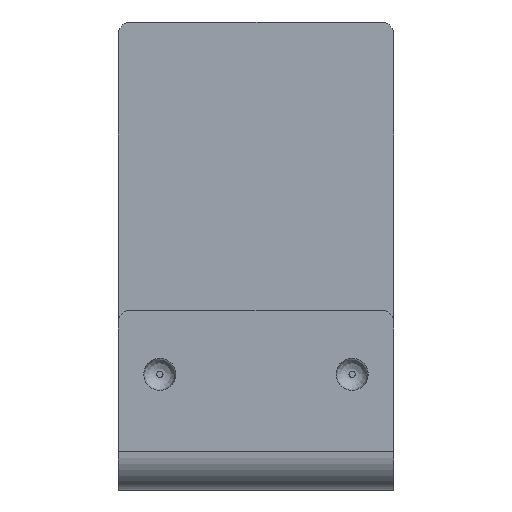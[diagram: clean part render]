
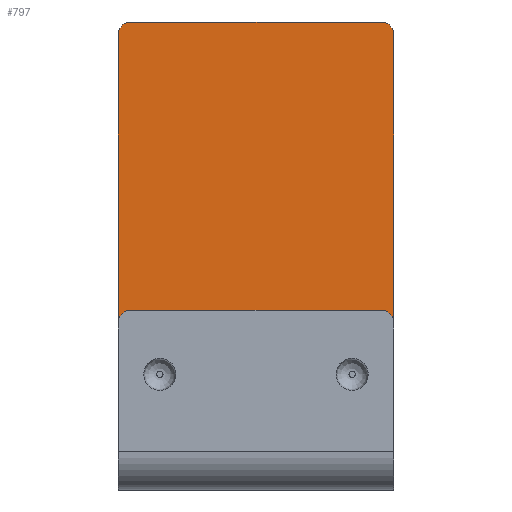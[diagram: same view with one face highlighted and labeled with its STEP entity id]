
A CAD part, top view. The second image highlights one B-rep face of the part: STEP entity #797.
In plain terms, the highlighted planar face has unit normal (0, 0, 1).
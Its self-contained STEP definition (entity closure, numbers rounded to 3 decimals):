
#700=CARTESIAN_POINT('',(-14.783,71.0,-12.0));
#701=VERTEX_POINT('',#700);
#708=CARTESIAN_POINT('',(-12.783,73.0,-12.));
#709=VERTEX_POINT('',#708);
#710=CARTESIAN_POINT('',(-12.783,71.0,-12.));
#711=DIRECTION('',(0.0,0.0,-1.0));
#712=DIRECTION('',(-0.707,0.707,0.0));
#713=AXIS2_PLACEMENT_3D('',#710,#711,#712);
#714=CIRCLE('',#713,2.0);
#715=EDGE_CURVE('',#701,#709,#714,.T.);
#732=CARTESIAN_POINT('',(26.217,73.0,-12.));
#733=VERTEX_POINT('',#732);
#734=CARTESIAN_POINT('',(26.217,73.0,-12.));
#735=DIRECTION('',(-1.0,0.0,0.0));
#736=VECTOR('',#735,39.0);
#737=LINE('',#734,#736);
#738=EDGE_CURVE('',#733,#709,#737,.T.);
#757=CARTESIAN_POINT('',(6.717,36.107,-12.));
#758=DIRECTION('',(0.0,0.0,1.0));
#759=DIRECTION('',(0.0,-1.0,0.0));
#760=AXIS2_PLACEMENT_3D('',#757,#758,#759);
#761=PLANE('',#760);
#762=ORIENTED_EDGE('',*,*,#715,.F.);
#763=CARTESIAN_POINT('',(-14.783,6.,-12.0));
#764=VERTEX_POINT('',#763);
#765=CARTESIAN_POINT('',(-14.783,71.0,-12.0));
#766=DIRECTION('',(0.0,-1.0,0.0));
#767=VECTOR('',#766,65.0);
#768=LINE('',#765,#767);
#769=EDGE_CURVE('',#701,#764,#768,.T.);
#770=ORIENTED_EDGE('',*,*,#769,.T.);
#771=CARTESIAN_POINT('',(28.217,6.,-12.));
#772=VERTEX_POINT('',#771);
#773=CARTESIAN_POINT('',(-14.783,6.,-12.0));
#774=DIRECTION('',(1.0,0.0,0.0));
#775=VECTOR('',#774,43.);
#776=LINE('',#773,#775);
#777=EDGE_CURVE('',#764,#772,#776,.T.);
#778=ORIENTED_EDGE('',*,*,#777,.T.);
#779=CARTESIAN_POINT('',(28.217,71.0,-12.));
#780=VERTEX_POINT('',#779);
#781=CARTESIAN_POINT('',(28.217,71.0,-12.));
#782=DIRECTION('',(0.0,-1.0,0.0));
#783=VECTOR('',#782,65.0);
#784=LINE('',#781,#783);
#785=EDGE_CURVE('',#780,#772,#784,.T.);
#786=ORIENTED_EDGE('',*,*,#785,.F.);
#787=CARTESIAN_POINT('',(26.217,71.0,-12.));
#788=DIRECTION('',(0.0,0.0,-1.0));
#789=DIRECTION('',(0.707,0.707,0.0));
#790=AXIS2_PLACEMENT_3D('',#787,#788,#789);
#791=CIRCLE('',#790,2.0);
#792=EDGE_CURVE('',#733,#780,#791,.T.);
#793=ORIENTED_EDGE('',*,*,#792,.F.);
#794=ORIENTED_EDGE('',*,*,#738,.T.);
#795=EDGE_LOOP('',(#762,#770,#778,#786,#793,#794));
#796=FACE_OUTER_BOUND('',#795,.T.);
#797=ADVANCED_FACE('',(#796),#761,.T.);
